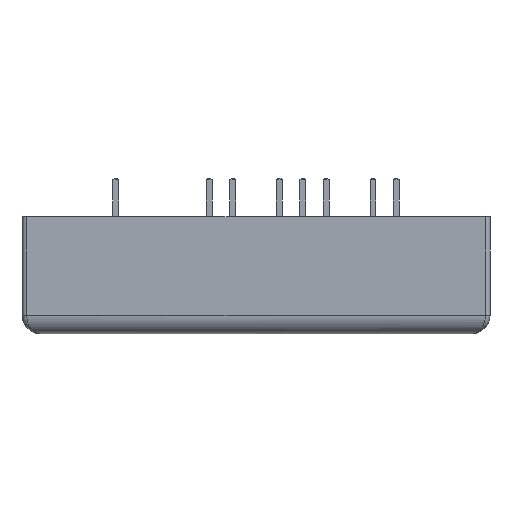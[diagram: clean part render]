
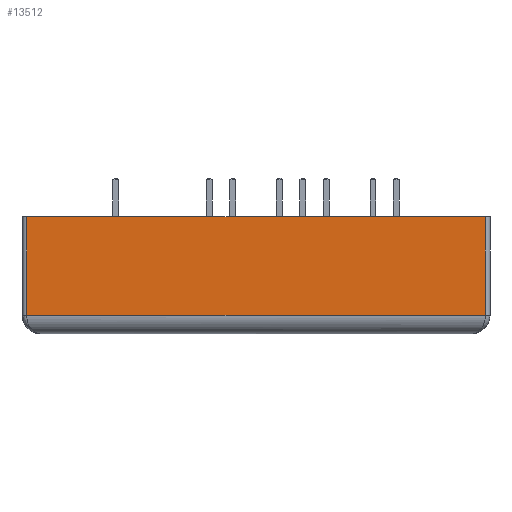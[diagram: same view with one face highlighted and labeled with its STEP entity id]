
A CAD part, left-side view. The second image highlights one B-rep face of the part: STEP entity #13512.
In plain terms, the highlighted face is planar.
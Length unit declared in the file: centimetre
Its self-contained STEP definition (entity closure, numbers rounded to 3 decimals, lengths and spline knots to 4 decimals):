
#882=VERTEX_POINT('',#18689);
#884=VERTEX_POINT('',#18755);
#887=VERTEX_POINT('',#18831);
#888=VERTEX_POINT('',#18833);
#2190=VECTOR('',#15172,1.);
#2193=VECTOR('',#15186,1.);
#2194=VECTOR('',#15187,1.);
#2195=VECTOR('',#15188,1.);
#3880=LINE('',#18759,#2190);
#3883=LINE('',#18830,#2193);
#3884=LINE('',#18832,#2194);
#3885=LINE('',#18834,#2195);
#5644=EDGE_CURVE('',#884,#882,#3880,.T.);
#5650=EDGE_CURVE('',#884,#887,#3883,.T.);
#5651=EDGE_CURVE('',#887,#888,#3884,.T.);
#5652=EDGE_CURVE('',#882,#888,#3885,.T.);
#7795=ORIENTED_EDGE('',*,*,#5644,.F.);
#7796=ORIENTED_EDGE('',*,*,#5650,.T.);
#7797=ORIENTED_EDGE('',*,*,#5651,.T.);
#7798=ORIENTED_EDGE('',*,*,#5652,.F.);
#11725=EDGE_LOOP('',(#7795,#7796,#7797,#7798));
#12631=FACE_BOUND('',#11725,.T.);
#13512=ADVANCED_FACE('',(#12631),#14313,.T.);
#14313=PLANE('',#22936);
#15172=DIRECTION('',(-0.383,0.924,0.));
#15185=DIRECTION('',(0.924,0.383,0.));
#15186=DIRECTION('',(0.,0.,-1.));
#15187=DIRECTION('',(-0.383,0.924,0.));
#15188=DIRECTION('',(0.,0.,-1.));
#18689=CARTESIAN_POINT('',(0.2762,0.5284,-0.2));
#18755=CARTESIAN_POINT('',(2.1838,-4.0717,-0.2));
#18759=CARTESIAN_POINT('',(1.23,-1.7717,-0.2));
#18829=CARTESIAN_POINT('',(1.23,-1.7717,0.));
#18830=CARTESIAN_POINT('',(2.1838,-4.0717,0.));
#18831=CARTESIAN_POINT('',(2.1838,-4.0717,-1.27));
#18832=CARTESIAN_POINT('',(0.2762,0.5284,-1.27));
#18833=CARTESIAN_POINT('',(0.2762,0.5284,-1.27));
#18834=CARTESIAN_POINT('',(0.2762,0.5284,0.));
#22936=AXIS2_PLACEMENT_3D('',#18829,#15185,$);
